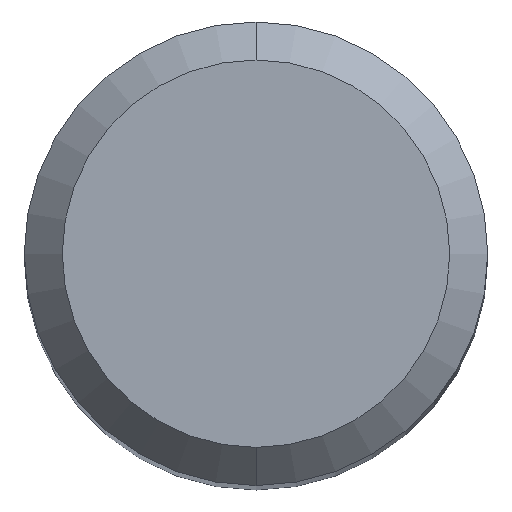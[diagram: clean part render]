
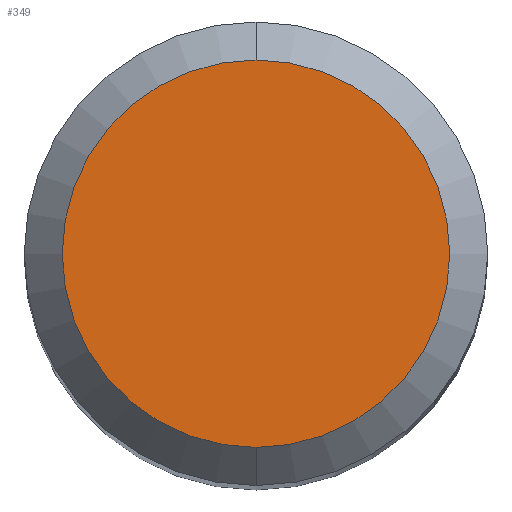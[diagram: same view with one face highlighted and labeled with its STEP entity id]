
A CAD part, top view. The second image highlights one B-rep face of the part: STEP entity #349.
In plain terms, the highlighted planar face has unit normal (0, 0, 1).
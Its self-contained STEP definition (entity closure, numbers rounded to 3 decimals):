
#343=VERTEX_POINT('',#746);
#349=ADVANCED_FACE('',(#753),#754,.T.);
#409=EDGE_CURVE('',#343,#489,#819,.T.);
#489=VERTEX_POINT('',#909);
#503=EDGE_CURVE('',#489,#343,#924,.T.);
#746=CARTESIAN_POINT('',(0.0,4.045,0.0));
#753=FACE_OUTER_BOUND('',#1298,.T.);
#754=PLANE('',#1299);
#819=CIRCLE('',#1400,4.045);
#909=CARTESIAN_POINT('',(0.,-4.045,0.0));
#924=CIRCLE('',#1633,4.045);
#1298=EDGE_LOOP('',(#1977,#1978));
#1299=AXIS2_PLACEMENT_3D('',#1979,#1980,#1981);
#1400=AXIS2_PLACEMENT_3D('',#2055,#2056,#2057);
#1633=AXIS2_PLACEMENT_3D('',#2182,#2183,#2184);
#1977=ORIENTED_EDGE('',*,*,#409,.F.);
#1978=ORIENTED_EDGE('',*,*,#503,.F.);
#1979=CARTESIAN_POINT('',(0.0,2.022,0.0));
#1980=DIRECTION('',(-0.0,0.0,1.0));
#1981=DIRECTION('',(0.0,-1.0,0.0));
#2055=CARTESIAN_POINT('',(0.0,0.0,0.0));
#2056=DIRECTION('',(0.0,0.0,-1.0));
#2057=DIRECTION('',(0.0,1.0,0.0));
#2182=CARTESIAN_POINT('',(0.0,0.0,0.0));
#2183=DIRECTION('',(0.0,0.0,-1.0));
#2184=DIRECTION('',(0.0,1.0,0.0));
